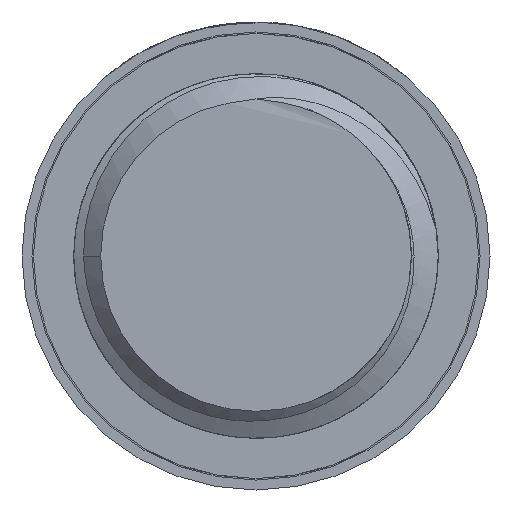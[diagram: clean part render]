
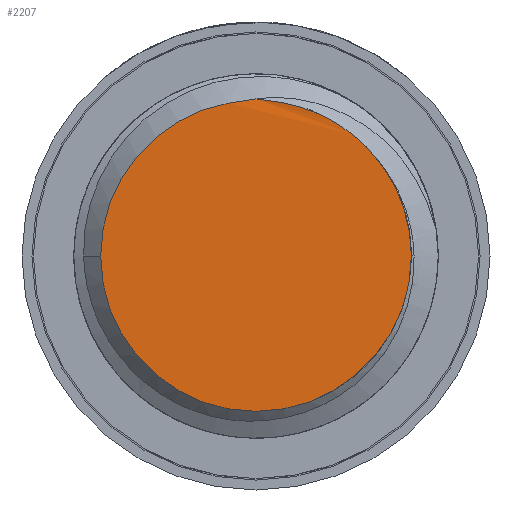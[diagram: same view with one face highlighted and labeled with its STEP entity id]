
A CAD part, front view. The second image highlights one B-rep face of the part: STEP entity #2207.
In plain terms, the highlighted planar face has unit normal (0, -1, 0).
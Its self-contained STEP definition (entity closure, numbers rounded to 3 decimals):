
#96 = EDGE_CURVE ( 'Defeature ausgef�hrt1_15+Defeature ausgef�hrt1_19+Defeature ausgef�hrt1_19+Defeature ausgef�hrt1_19', #461, #1098, #4237, .T. ) ;
#168 = EDGE_CURVE ( 'Defeature ausgef�hrt1_20+Defeature ausgef�hrt1_19+Defeature ausgef�hrt1_15+Defeature ausgef�hrt1_15', #5758, #2312, #6752, .T. ) ;
#184 = CIRCLE ( 'NONE', #4798, 1.56 ) ;
#389 = CIRCLE ( 'NONE', #5556, 1.56 ) ;
#461 = VERTEX_POINT ( 'NONE', #5050 ) ;
#585 = ORIENTED_EDGE ( 'NONE', *, *, #3572, .F. ) ;
#941 = VERTEX_POINT ( 'NONE', #6655 ) ;
#1098 = VERTEX_POINT ( 'NONE', #2715 ) ;
#1129 = EDGE_CURVE ( 'Defeature ausgef�hrt1_15+Defeature ausgef�hrt1_19+Defeature ausgef�hrt1_19+Defeature ausgef�hrt1_20', #941, #5758, #2177, .T. ) ;
#1355 = CIRCLE ( 'NONE', #5992, 1.56 ) ;
#1409 = DIRECTION ( 'NONE',  ( 0., 1., 0. ) ) ;
#1502 = CARTESIAN_POINT ( 'NONE',  ( 0.206, 0., 1.56 ) ) ;
#1507 = FACE_OUTER_BOUND ( 'NONE', #5097, .T. ) ;
#1554 = DIRECTION ( 'NONE',  ( 0., 1., 0. ) ) ;
#1645 = DIRECTION ( 'NONE',  ( 0., 1., 0. ) ) ;
#1647 = ORIENTED_EDGE ( 'NONE', *, *, #5478, .F. ) ;
#1698 = DIRECTION ( 'NONE',  ( -1., 0., 0. ) ) ;
#1881 = EDGE_CURVE ( 'NONE', #1098, #941, #184, .T. ) ;
#2177 = B_SPLINE_CURVE_WITH_KNOTS ( 'NONE', 3,
 ( #2636, #6955, #2743, #4865 ),
 .UNSPECIFIED., .F., .F.,
 ( 4, 4 ),
 ( 0., 0.001 ),
 .UNSPECIFIED. ) ;
#2207 = ADVANCED_FACE ( 'Defeature ausgef�hrt1_19', ( #1507 ), #2456, .F. ) ;
#2216 = CARTESIAN_POINT ( 'NONE',  ( 0., 0., 0. ) ) ;
#2288 = DIRECTION ( 'NONE',  ( 0., 1., 0. ) ) ;
#2312 = VERTEX_POINT ( 'NONE', #4743 ) ;
#2338 = CARTESIAN_POINT ( 'NONE',  ( 0., 0., 0. ) ) ;
#2408 = AXIS2_PLACEMENT_3D ( 'NONE', #5347, #1645, #1698 ) ;
#2456 = PLANE ( 'NONE',  #6256 ) ;
#2636 = CARTESIAN_POINT ( 'NONE',  ( 0.614, 0., 1.434 ) ) ;
#2715 = CARTESIAN_POINT ( 'NONE',  ( 0.601, 0., 1.44 ) ) ;
#2743 = CARTESIAN_POINT ( 'NONE',  ( 0.975, 0., 1.231 ) ) ;
#2920 = VERTEX_POINT ( 'NONE', #5834 ) ;
#2964 = ORIENTED_EDGE ( 'NONE', *, *, #1129, .F. ) ;
#3116 = DIRECTION ( 'NONE',  ( -1., 0., 0. ) ) ;
#3572 = EDGE_CURVE ( 'Defeature ausgef�hrt1_20+Defeature ausgef�hrt1_19+Defeature ausgef�hrt1_15+Defeature ausgef�hrt1_15', #2920, #461, #1355, .T. ) ;
#3637 = CARTESIAN_POINT ( 'NONE',  ( 0., 0.012, 1.577 ) ) ;
#4043 = DIRECTION ( 'NONE',  ( -1., 0., 0. ) ) ;
#4237 = B_SPLINE_CURVE_WITH_KNOTS ( 'NONE', 3,
 ( #3637, #1502, #5799, #6340 ),
 .UNSPECIFIED., .F., .F.,
 ( 4, 4 ),
 ( 0., 0.001 ),
 .UNSPECIFIED. ) ;
#4401 = DIRECTION ( 'NONE',  ( -1., 0., 0. ) ) ;
#4608 = CARTESIAN_POINT ( 'NONE',  ( 0., 0., 1.42 ) ) ;
#4743 = CARTESIAN_POINT ( 'NONE',  ( 1.56, 0., 0. ) ) ;
#4751 = CARTESIAN_POINT ( 'NONE',  ( 0., 0., 0. ) ) ;
#4798 = AXIS2_PLACEMENT_3D ( 'NONE', #2338, #5492, #4401 ) ;
#4865 = CARTESIAN_POINT ( 'NONE',  ( 1.122, 0., 1.084 ) ) ;
#4962 = DIRECTION ( 'NONE',  ( -1., 0., 0. ) ) ;
#5050 = CARTESIAN_POINT ( 'NONE',  ( 0., 0.012, 1.577 ) ) ;
#5097 = EDGE_LOOP ( 'NONE', ( #6140, #5948, #585, #1647, #6756, #2964 ) ) ;
#5347 = CARTESIAN_POINT ( 'NONE',  ( 0., 0., 0. ) ) ;
#5478 = EDGE_CURVE ( 'Defeature ausgef�hrt1_20+Defeature ausgef�hrt1_19+Defeature ausgef�hrt1_15+Defeature ausgef�hrt1_15', #2312, #2920, #389, .T. ) ;
#5492 = DIRECTION ( 'NONE',  ( 0., 1., 0. ) ) ;
#5556 = AXIS2_PLACEMENT_3D ( 'NONE', #4751, #1554, #3116 ) ;
#5758 = VERTEX_POINT ( 'NONE', #5958 ) ;
#5799 = CARTESIAN_POINT ( 'NONE',  ( 0.411, 0., 1.519 ) ) ;
#5834 = CARTESIAN_POINT ( 'NONE',  ( -1.56, 0., 0. ) ) ;
#5948 = ORIENTED_EDGE ( 'NONE', *, *, #96, .F. ) ;
#5958 = CARTESIAN_POINT ( 'NONE',  ( 1.122, 0., 1.084 ) ) ;
#5992 = AXIS2_PLACEMENT_3D ( 'NONE', #2216, #2288, #4962 ) ;
#6140 = ORIENTED_EDGE ( 'NONE', *, *, #1881, .F. ) ;
#6256 = AXIS2_PLACEMENT_3D ( 'NONE', #4608, #1409, #4043 ) ;
#6340 = CARTESIAN_POINT ( 'NONE',  ( 0.601, 0., 1.44 ) ) ;
#6655 = CARTESIAN_POINT ( 'NONE',  ( 0.614, 0., 1.434 ) ) ;
#6752 = CIRCLE ( 'NONE', #2408, 1.56 ) ;
#6756 = ORIENTED_EDGE ( 'NONE', *, *, #168, .F. ) ;
#6955 = CARTESIAN_POINT ( 'NONE',  ( 0.805, 0., 1.352 ) ) ;
